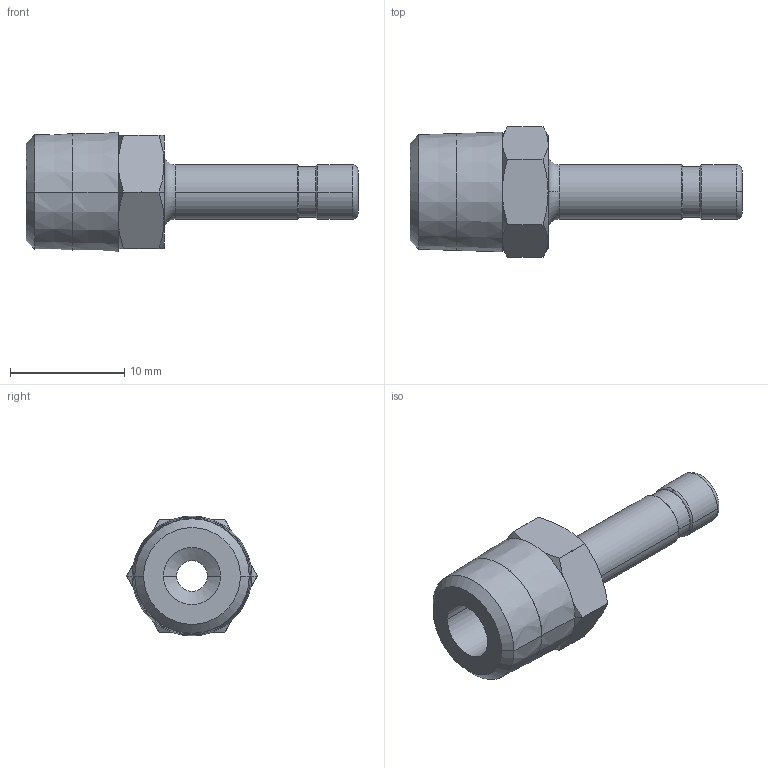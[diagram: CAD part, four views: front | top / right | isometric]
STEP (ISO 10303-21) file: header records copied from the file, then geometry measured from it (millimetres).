
FILE_DESCRIPTION(('STEP AP214'),'1');
FILE_NAME('3821_55_11.stp','2016-07-07T14:27:37',('TraceParts'),('TraceParts S.A.'),'Spatial InterOp 3D',' ',' ');
FILE_SCHEMA(('automotive_design'));
Length unit declared in the file: millimetre
Products named in the file (1): 1
Bounding box: 29.1 x 11.44 x 10.49 mm (x, y, z)
Volume: 1022.4 mm3; surface area: 1133.6 mm2
Topology: 1 solids, 1 shells, 72 faces, 168 edges, 102 vertices
Faces by surface type: cone 42, cylinder 12, plane 12, torus 6
Entity records: 2069 total; most frequent: CARTESIAN_POINT 487, DIRECTION 344, ORIENTED_EDGE 336, EDGE_CURVE 168, AXIS2_PLACEMENT_3D 151, VERTEX_POINT 102, EDGE_LOOP 78, CIRCLE 78
